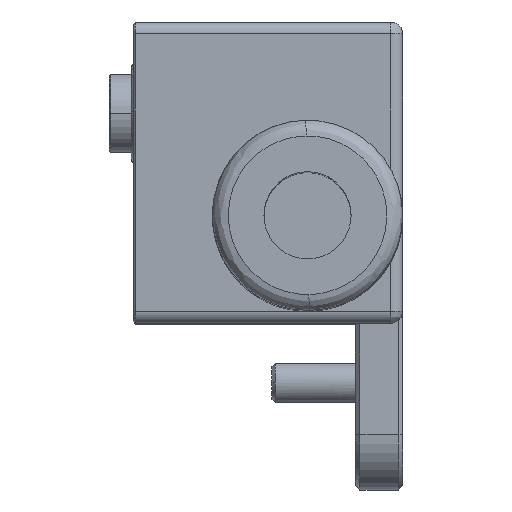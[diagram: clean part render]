
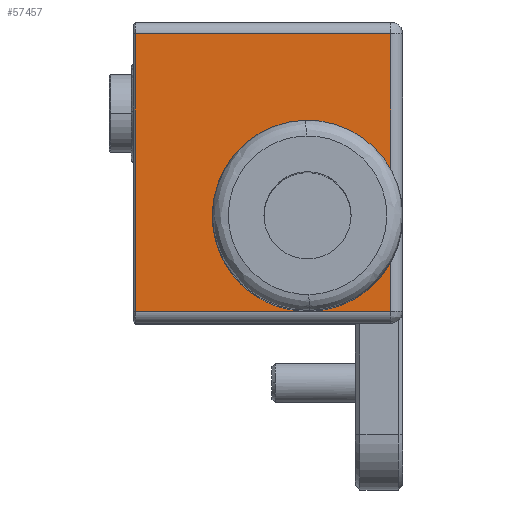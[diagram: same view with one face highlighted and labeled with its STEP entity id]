
A CAD part, top view. The second image highlights one B-rep face of the part: STEP entity #57457.
In plain terms, the highlighted planar face has unit normal (0, 0, 1).
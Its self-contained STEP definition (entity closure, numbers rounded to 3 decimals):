
#406 = VERTEX_POINT ( 'NONE', #16392 ) ;
#601 = CARTESIAN_POINT ( 'NONE',  ( 22., -13., 16. ) ) ;
#1476 = AXIS2_PLACEMENT_3D ( 'NONE', #42266, #9842, #60251 ) ;
#1525 = CARTESIAN_POINT ( 'NONE',  ( 32.25, -13., 16. ) ) ;
#3558 = VERTEX_POINT ( 'NONE', #18071 ) ;
#5648 = CARTESIAN_POINT ( 'NONE',  ( 0., -25., 16. ) ) ;
#5816 = DIRECTION ( 'NONE',  ( 0., -1., 0. ) ) ;
#6389 = EDGE_LOOP ( 'NONE', ( #30372, #25915, #26009, #15071 ) ) ;
#6531 = ORIENTED_EDGE ( 'NONE', *, *, #49821, .F. ) ;
#7459 = VECTOR ( 'NONE', #43005, 1000. ) ;
#9842 = DIRECTION ( 'NONE',  ( 0., 0., 1. ) ) ;
#9932 = DIRECTION ( 'NONE',  ( 0., 0., 1. ) ) ;
#10472 = VERTEX_POINT ( 'NONE', #53266 ) ;
#11697 = LINE ( 'NONE', #17368, #14632 ) ;
#12732 = EDGE_CURVE ( 'NONE', #406, #14240, #36683, .T. ) ;
#12802 = EDGE_CURVE ( 'NONE', #44615, #406, #31595, .T. ) ;
#14240 = VERTEX_POINT ( 'NONE', #31971 ) ;
#14624 = CARTESIAN_POINT ( 'NONE',  ( 0.3, -26.5, 16. ) ) ;
#14632 = VECTOR ( 'NONE', #45506, 1000. ) ;
#15071 = ORIENTED_EDGE ( 'NONE', *, *, #59768, .F. ) ;
#16392 = CARTESIAN_POINT ( 'NONE',  ( 32.5, -25., 16. ) ) ;
#17368 = CARTESIAN_POINT ( 'NONE',  ( 22., 10., 16. ) ) ;
#18071 = CARTESIAN_POINT ( 'NONE',  ( 11.75, -13., 16. ) ) ;
#18492 = FACE_OUTER_BOUND ( 'NONE', #6389, .T. ) ;
#20922 = DIRECTION ( 'NONE',  ( -1., 0., 0. ) ) ;
#21193 = AXIS2_PLACEMENT_3D ( 'NONE', #44194, #44003, #20922 ) ;
#23350 = EDGE_CURVE ( 'NONE', #3558, #48109, #58774, .T. ) ;
#24255 = VECTOR ( 'NONE', #29505, 1000. ) ;
#25789 = FACE_BOUND ( 'NONE', #54195, .T. ) ;
#25915 = ORIENTED_EDGE ( 'NONE', *, *, #12732, .F. ) ;
#26009 = ORIENTED_EDGE ( 'NONE', *, *, #12802, .F. ) ;
#29505 = DIRECTION ( 'NONE',  ( -1., 0., 0. ) ) ;
#30372 = ORIENTED_EDGE ( 'NONE', *, *, #31976, .T. ) ;
#31595 = LINE ( 'NONE', #52372, #7459 ) ;
#31971 = CARTESIAN_POINT ( 'NONE',  ( 0.3, -25., 16. ) ) ;
#31976 = EDGE_CURVE ( 'NONE', #10472, #14240, #42744, .T. ) ;
#36683 = LINE ( 'NONE', #5648, #24255 ) ;
#42266 = CARTESIAN_POINT ( 'NONE',  ( 22., -13., 16. ) ) ;
#42557 = DIRECTION ( 'NONE',  ( 1., 0., 0. ) ) ;
#42744 = LINE ( 'NONE', #14624, #58775 ) ;
#43005 = DIRECTION ( 'NONE',  ( 0., -1., 0. ) ) ;
#44003 = DIRECTION ( 'NONE',  ( 0., 0., -1. ) ) ;
#44194 = CARTESIAN_POINT ( 'NONE',  ( 22., -13., 16. ) ) ;
#44615 = VERTEX_POINT ( 'NONE', #58656 ) ;
#45426 = CIRCLE ( 'NONE', #1476, 10.25 ) ;
#45506 = DIRECTION ( 'NONE',  ( 1., 0., 0. ) ) ;
#48109 = VERTEX_POINT ( 'NONE', #1525 ) ;
#49821 = EDGE_CURVE ( 'NONE', #48109, #3558, #45426, .T. ) ;
#49996 = ORIENTED_EDGE ( 'NONE', *, *, #23350, .F. ) ;
#52372 = CARTESIAN_POINT ( 'NONE',  ( 32.5, -13., 16. ) ) ;
#52471 = AXIS2_PLACEMENT_3D ( 'NONE', #601, #9932, #42557 ) ;
#53266 = CARTESIAN_POINT ( 'NONE',  ( 0.3, 10., 16. ) ) ;
#53794 = PLANE ( 'NONE',  #21193 ) ;
#54195 = EDGE_LOOP ( 'NONE', ( #6531, #49996 ) ) ;
#57457 = ADVANCED_FACE ( 'NONE', ( #18492, #25789 ), #53794, .F. ) ;
#58656 = CARTESIAN_POINT ( 'NONE',  ( 32.5, 10., 16. ) ) ;
#58774 = CIRCLE ( 'NONE', #52471, 10.25 ) ;
#58775 = VECTOR ( 'NONE', #5816, 1000. ) ;
#59768 = EDGE_CURVE ( 'NONE', #10472, #44615, #11697, .T. ) ;
#60251 = DIRECTION ( 'NONE',  ( 1., 0., 0. ) ) ;
